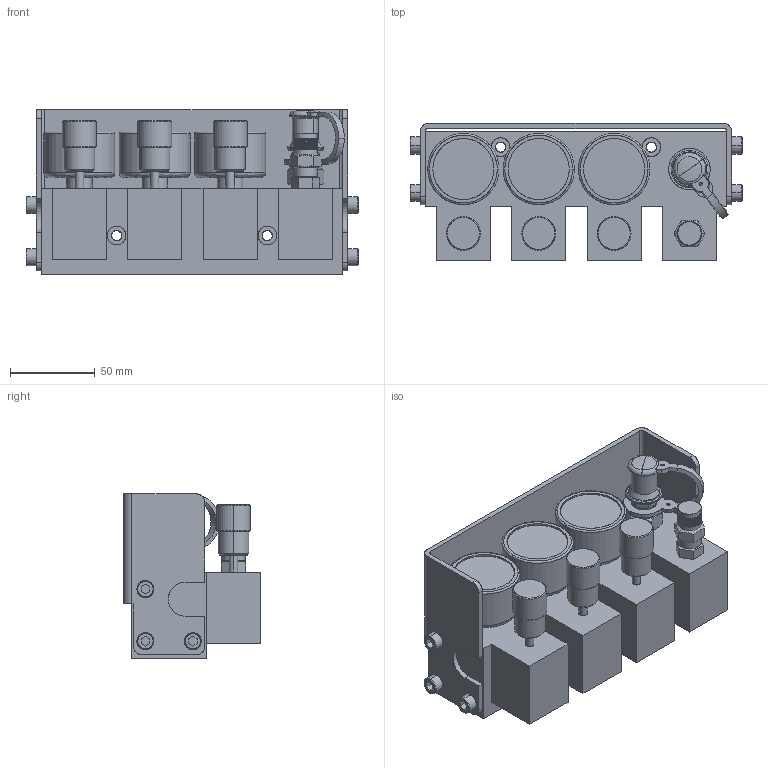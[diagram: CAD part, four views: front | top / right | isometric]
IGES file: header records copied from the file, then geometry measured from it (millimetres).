
Start section: SolidWorks IGES file using analytic representation for surfaces
Global section: file name: MCP-03.IGS; native system: SolidWorks 2017; preprocessor: SolidWorks 2017; author: cad; date: 190716.152455; units: millimetre
Bounding box: 196 x 81 x 97 mm (x, y, z)
Surface area: 142877.6 mm2 (no closed solid volume)
Topology: 0 solids, 0 shells, 1477 faces, 13201 edges, 13198 vertices
Faces by surface type: bspline 904, revolution 573
